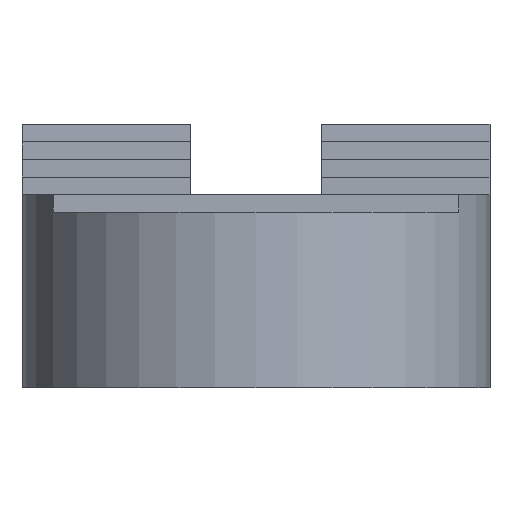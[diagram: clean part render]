
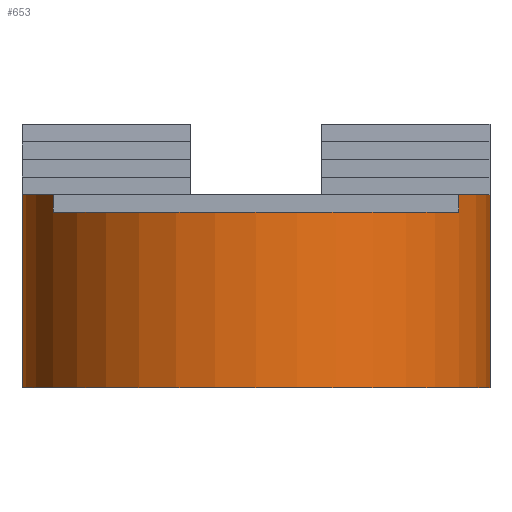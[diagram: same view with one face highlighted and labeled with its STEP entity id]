
A CAD part, front view. The second image highlights one B-rep face of the part: STEP entity #653.
In plain terms, the highlighted cylindrical face has radius 8 mm (diameter 16 mm), a partial arc.
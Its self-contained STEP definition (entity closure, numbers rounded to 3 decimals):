
#74=FACE_OUTER_BOUND('',#107,.T.);
#107=EDGE_LOOP('',(#600,#601,#602,#603,#604,#605,#606,#607));
#120=LINE('',#918,#198);
#133=LINE('',#949,#211);
#178=LINE('',#1047,#256);
#180=LINE('',#1050,#258);
#198=VECTOR('',#736,10.);
#211=VECTOR('',#759,10.);
#256=VECTOR('',#852,10.);
#258=VECTOR('',#854,10.);
#273=CIRCLE('',#692,8.);
#274=CIRCLE('',#693,8.);
#275=CIRCLE('',#703,8.);
#279=CIRCLE('',#714,8.);
#291=VERTEX_POINT('',#915);
#292=VERTEX_POINT('',#917);
#304=VERTEX_POINT('',#946);
#305=VERTEX_POINT('',#948);
#326=VERTEX_POINT('',#1014);
#327=VERTEX_POINT('',#1016);
#334=VERTEX_POINT('',#1046);
#335=VERTEX_POINT('',#1048);
#352=EDGE_CURVE('',#292,#291,#120,.T.);
#367=EDGE_CURVE('',#304,#305,#133,.T.);
#401=EDGE_CURVE('',#326,#305,#273,.T.);
#403=EDGE_CURVE('',#291,#327,#274,.T.);
#417=EDGE_CURVE('',#334,#326,#178,.T.);
#419=EDGE_CURVE('',#327,#335,#180,.T.);
#420=EDGE_CURVE('',#335,#334,#275,.T.);
#431=EDGE_CURVE('',#304,#292,#279,.T.);
#600=ORIENTED_EDGE('',*,*,#401,.T.);
#601=ORIENTED_EDGE('',*,*,#367,.F.);
#602=ORIENTED_EDGE('',*,*,#431,.T.);
#603=ORIENTED_EDGE('',*,*,#352,.T.);
#604=ORIENTED_EDGE('',*,*,#403,.T.);
#605=ORIENTED_EDGE('',*,*,#419,.T.);
#606=ORIENTED_EDGE('',*,*,#420,.T.);
#607=ORIENTED_EDGE('',*,*,#417,.T.);
#621=CYLINDRICAL_SURFACE('',#713,8.);
#653=ADVANCED_FACE('',(#74),#621,.T.);
#692=AXIS2_PLACEMENT_3D('',#1015,#818,#819);
#693=AXIS2_PLACEMENT_3D('',#1018,#821,#822);
#703=AXIS2_PLACEMENT_3D('',#1052,#857,#858);
#713=AXIS2_PLACEMENT_3D('',#1073,#884,#885);
#714=AXIS2_PLACEMENT_3D('',#1074,#886,#887);
#736=DIRECTION('',(0.,0.,1.));
#759=DIRECTION('',(0.,0.,1.));
#818=DIRECTION('center_axis',(0.,0.,-1.));
#819=DIRECTION('ref_axis',(-1.,0.,0.));
#821=DIRECTION('center_axis',(0.,0.,-1.));
#822=DIRECTION('ref_axis',(-1.,0.,0.));
#852=DIRECTION('',(0.,0.,1.));
#854=DIRECTION('',(0.,0.,-1.));
#857=DIRECTION('center_axis',(0.,0.,-1.));
#858=DIRECTION('ref_axis',(-1.,0.,0.));
#884=DIRECTION('center_axis',(0.,0.,1.));
#885=DIRECTION('ref_axis',(-1.,0.,0.));
#886=DIRECTION('center_axis',(0.,0.,1.));
#887=DIRECTION('ref_axis',(-1.,0.,0.));
#915=CARTESIAN_POINT('',(8.,-62.,6.6));
#917=CARTESIAN_POINT('',(8.,-62.,0.));
#918=CARTESIAN_POINT('',(8.,-62.,0.));
#946=CARTESIAN_POINT('',(-8.,-62.,0.));
#948=CARTESIAN_POINT('',(-8.,-62.,6.6));
#949=CARTESIAN_POINT('',(-8.,-62.,0.));
#1014=CARTESIAN_POINT('',(-6.928,-66.,6.6));
#1015=CARTESIAN_POINT('Origin',(0.,-62.,6.6));
#1016=CARTESIAN_POINT('',(6.928,-66.,6.6));
#1018=CARTESIAN_POINT('Origin',(0.,-62.,6.6));
#1046=CARTESIAN_POINT('',(-6.928,-66.,6.));
#1047=CARTESIAN_POINT('',(-6.928,-66.,0.));
#1048=CARTESIAN_POINT('',(6.928,-66.,6.));
#1050=CARTESIAN_POINT('',(6.928,-66.,0.));
#1052=CARTESIAN_POINT('Origin',(0.,-62.,6.));
#1073=CARTESIAN_POINT('Origin',(0.,-62.,0.));
#1074=CARTESIAN_POINT('Origin',(0.,-62.,0.));
